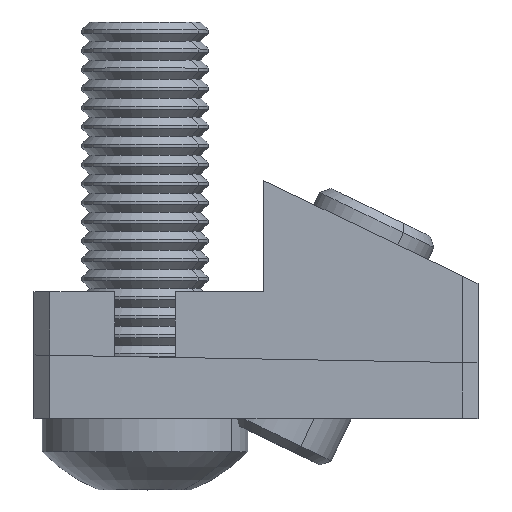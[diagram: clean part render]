
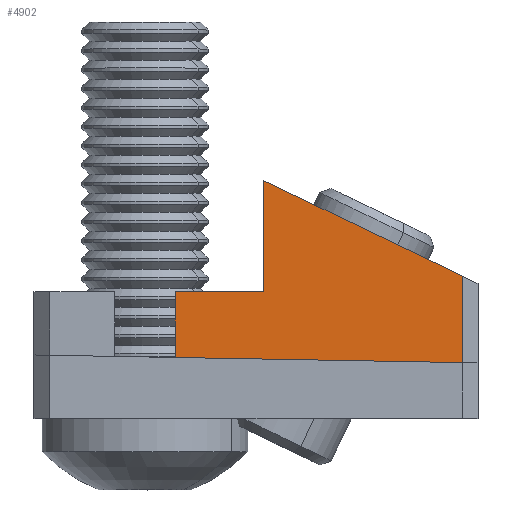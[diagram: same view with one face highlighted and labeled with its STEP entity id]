
A CAD part, top view. The second image highlights one B-rep face of the part: STEP entity #4902.
In plain terms, the highlighted face is planar.
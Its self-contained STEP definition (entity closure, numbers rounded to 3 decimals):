
#242 = CARTESIAN_POINT ( 'NONE',  ( 14., 8., -4. ) ) ;
#782 = VERTEX_POINT ( 'NONE', #1360 ) ;
#852 = LINE ( 'NONE', #2523, #1915 ) ;
#877 = VECTOR ( 'NONE', #1971, 1000. ) ;
#953 = VECTOR ( 'NONE', #1868, 1000. ) ;
#1017 = ORIENTED_EDGE ( 'NONE', *, *, #1595, .F. ) ;
#1119 = VERTEX_POINT ( 'NONE', #3975 ) ;
#1124 = CARTESIAN_POINT ( 'NONE',  ( -13., 15., -4. ) ) ;
#1135 = ORIENTED_EDGE ( 'NONE', *, *, #3774, .T. ) ;
#1190 = EDGE_LOOP ( 'NONE', ( #5284, #2504, #2498, #1135, #1017, #1910 ) ) ;
#1274 = LINE ( 'NONE', #1124, #877 ) ;
#1292 = LINE ( 'NONE', #1876, #1426 ) ;
#1360 = CARTESIAN_POINT ( 'NONE',  ( -0.5, 15., -4. ) ) ;
#1420 = VECTOR ( 'NONE', #5361, 1000. ) ;
#1426 = VECTOR ( 'NONE', #4808, 1000. ) ;
#1595 = EDGE_CURVE ( 'NONE', #782, #2254, #1292, .T. ) ;
#1772 = VECTOR ( 'NONE', #3851, 1000. ) ;
#1833 = EDGE_CURVE ( 'NONE', #5116, #3417, #3202, .T. ) ;
#1868 = DIRECTION ( 'NONE',  ( -1., 0., 0. ) ) ;
#1876 = CARTESIAN_POINT ( 'NONE',  ( -0.5, 15., -4. ) ) ;
#1910 = ORIENTED_EDGE ( 'NONE', *, *, #2931, .F. ) ;
#1915 = VECTOR ( 'NONE', #5418, 1000. ) ;
#1971 = DIRECTION ( 'NONE',  ( 0., 1., 0. ) ) ;
#2077 = LINE ( 'NONE', #242, #953 ) ;
#2171 = EDGE_CURVE ( 'NONE', #3417, #1119, #2077, .T. ) ;
#2254 = VERTEX_POINT ( 'NONE', #3126 ) ;
#2353 = CARTESIAN_POINT ( 'NONE',  ( -13., 3.518, -4. ) ) ;
#2474 = CARTESIAN_POINT ( 'NONE',  ( 5.097, 3.841, -4. ) ) ;
#2498 = ORIENTED_EDGE ( 'NONE', *, *, #2895, .T. ) ;
#2504 = ORIENTED_EDGE ( 'NONE', *, *, #1833, .F. ) ;
#2523 = CARTESIAN_POINT ( 'NONE',  ( -14., 3.5, -4. ) ) ;
#2644 = FACE_OUTER_BOUND ( 'NONE', #1190, .T. ) ;
#2664 = CARTESIAN_POINT ( 'NONE',  ( 5.097, 8., -4. ) ) ;
#2779 = DIRECTION ( 'NONE',  ( 1., 0., 0. ) ) ;
#2845 = PLANE ( 'NONE',  #3111 ) ;
#2864 = CARTESIAN_POINT ( 'NONE',  ( 5.097, -0.001, -4. ) ) ;
#2895 = EDGE_CURVE ( 'NONE', #5116, #4840, #852, .T. ) ;
#2931 = EDGE_CURVE ( 'NONE', #1119, #782, #5322, .T. ) ;
#3111 = AXIS2_PLACEMENT_3D ( 'NONE', #3622, #4894, #2779 ) ;
#3126 = CARTESIAN_POINT ( 'NONE',  ( -13., 8.981, -4. ) ) ;
#3202 = LINE ( 'NONE', #2864, #1420 ) ;
#3417 = VERTEX_POINT ( 'NONE', #2664 ) ;
#3622 = CARTESIAN_POINT ( 'NONE',  ( -14., 15., -4. ) ) ;
#3774 = EDGE_CURVE ( 'NONE', #4840, #2254, #1274, .T. ) ;
#3851 = DIRECTION ( 'NONE',  ( 0., 1., 0. ) ) ;
#3975 = CARTESIAN_POINT ( 'NONE',  ( -0.5, 8., -4. ) ) ;
#4665 = CARTESIAN_POINT ( 'NONE',  ( -0.5, 15., -4. ) ) ;
#4808 = DIRECTION ( 'NONE',  ( -0.901, -0.434, 0. ) ) ;
#4840 = VERTEX_POINT ( 'NONE', #2353 ) ;
#4894 = DIRECTION ( 'NONE',  ( 0., 0., 1. ) ) ;
#4902 = ADVANCED_FACE ( 'NONE', ( #2644 ), #2845, .F. ) ;
#5116 = VERTEX_POINT ( 'NONE', #2474 ) ;
#5284 = ORIENTED_EDGE ( 'NONE', *, *, #2171, .F. ) ;
#5322 = LINE ( 'NONE', #4665, #1772 ) ;
#5361 = DIRECTION ( 'NONE',  ( 0., 1., 0. ) ) ;
#5418 = DIRECTION ( 'NONE',  ( -1., -0.018, 0. ) ) ;
